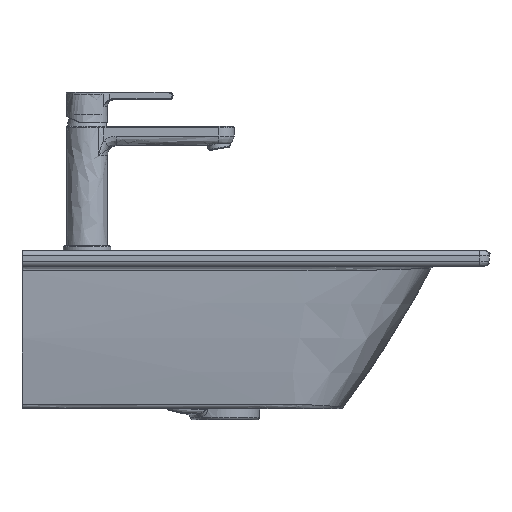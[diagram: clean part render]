
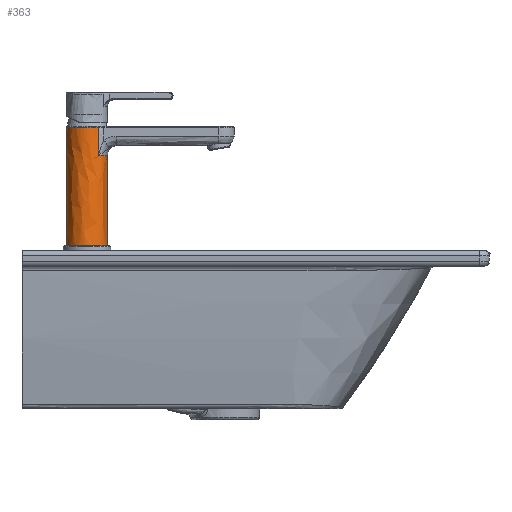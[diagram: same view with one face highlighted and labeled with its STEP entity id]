
A CAD part, front view. The second image highlights one B-rep face of the part: STEP entity #363.
In plain terms, the highlighted free-form (B-spline) face has degree [2, 1] with [5, 2] control points.
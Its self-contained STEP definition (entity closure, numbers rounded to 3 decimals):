
#363=ADVANCED_FACE('',(#709),#5202,.T.);
#709=FACE_OUTER_BOUND('',#1062,.T.);
#1062=EDGE_LOOP('',(#2497,#2498,#2499,#2500,#2501,#2502,#2503));
#2497=ORIENTED_EDGE('',*,*,#3426,.T.);
#2498=ORIENTED_EDGE('',*,*,#3406,.F.);
#2499=ORIENTED_EDGE('',*,*,#3433,.F.);
#2500=ORIENTED_EDGE('',*,*,#3456,.T.);
#2501=ORIENTED_EDGE('',*,*,#3483,.T.);
#2502=ORIENTED_EDGE('',*,*,#3479,.T.);
#2503=ORIENTED_EDGE('',*,*,#3408,.F.);
#3406=EDGE_CURVE('',#4807,#4808,#4282,.T.);
#3408=EDGE_CURVE('',#4809,#4810,#4284,.T.);
#3426=EDGE_CURVE('',#4809,#4808,#4294,.T.);
#3433=EDGE_CURVE('',#4830,#4807,#4300,.T.);
#3456=EDGE_CURVE('',#4830,#4792,#4321,.T.);
#3479=EDGE_CURVE('',#4835,#4810,#4339,.T.);
#3483=EDGE_CURVE('',#4792,#4835,#4343,.T.);
#4282=(
BOUNDED_CURVE()
B_SPLINE_CURVE(1,(#85971,#85972),.UNSPECIFIED.,.F.,.F.)
B_SPLINE_CURVE_WITH_KNOTS((2,2),(0.,95.),.UNSPECIFIED.)
CURVE()
GEOMETRIC_REPRESENTATION_ITEM()
RATIONAL_B_SPLINE_CURVE((1.,1.))
REPRESENTATION_ITEM('')
);
#4284=(
BOUNDED_CURVE()
B_SPLINE_CURVE(1,(#85978,#85979),.UNSPECIFIED.,.F.,.F.)
B_SPLINE_CURVE_WITH_KNOTS((2,2),(0.,124.),.UNSPECIFIED.)
CURVE()
GEOMETRIC_REPRESENTATION_ITEM()
RATIONAL_B_SPLINE_CURVE((1.,1.))
REPRESENTATION_ITEM('')
);
#4294=(
BOUNDED_CURVE()
B_SPLINE_CURVE(2,(#86109,#86110,#86111,#86112,#86113),.UNSPECIFIED.,.F.,
 .F.)
B_SPLINE_CURVE_WITH_KNOTS((3,2,3),(-67.544,-33.772,
0.),.UNSPECIFIED.)
CURVE()
GEOMETRIC_REPRESENTATION_ITEM()
RATIONAL_B_SPLINE_CURVE((1.,0.707,1.,0.707,1.))
REPRESENTATION_ITEM('')
);
#4300=(
BOUNDED_CURVE()
B_SPLINE_CURVE(2,(#86410,#86411,#86412),.UNSPECIFIED.,.F.,.F.)
B_SPLINE_CURVE_WITH_KNOTS((3,3),(-20.874,0.),.UNSPECIFIED.)
CURVE()
GEOMETRIC_REPRESENTATION_ITEM()
RATIONAL_B_SPLINE_CURVE((1.,0.884,1.))
REPRESENTATION_ITEM('')
);
#4321=(
BOUNDED_CURVE()
B_SPLINE_CURVE(1,(#86770,#86771),.UNSPECIFIED.,.F.,.F.)
B_SPLINE_CURVE_WITH_KNOTS((2,2),(0.,29.),.UNSPECIFIED.)
CURVE()
GEOMETRIC_REPRESENTATION_ITEM()
RATIONAL_B_SPLINE_CURVE((1.,1.))
REPRESENTATION_ITEM('')
);
#4339=(
BOUNDED_CURVE()
B_SPLINE_CURVE(2,(#86940,#86941,#86942),.UNSPECIFIED.,.F.,.F.)
B_SPLINE_CURVE_WITH_KNOTS((3,3),(0.,33.772),.UNSPECIFIED.)
CURVE()
GEOMETRIC_REPRESENTATION_ITEM()
RATIONAL_B_SPLINE_CURVE((1.,0.707,1.))
REPRESENTATION_ITEM('')
);
#4343=(
BOUNDED_CURVE()
B_SPLINE_CURVE(2,(#86952,#86953,#86954),.UNSPECIFIED.,.F.,.F.)
B_SPLINE_CURVE_WITH_KNOTS((3,3),(52.105,64.403),
 .UNSPECIFIED.)
CURVE()
GEOMETRIC_REPRESENTATION_ITEM()
RATIONAL_B_SPLINE_CURVE((1.,0.955,1.))
REPRESENTATION_ITEM('')
);
#4792=VERTEX_POINT('',#85403);
#4807=VERTEX_POINT('',#85418);
#4808=VERTEX_POINT('',#85419);
#4809=VERTEX_POINT('',#85420);
#4810=VERTEX_POINT('',#85421);
#4830=VERTEX_POINT('',#85441);
#4835=VERTEX_POINT('',#85446);
#5202=(
BOUNDED_SURFACE()
B_SPLINE_SURFACE(2,1,((#85159,#85160),(#85161,#85162),(#85163,#85164),(#85165,
#85166),(#85167,#85168)),.UNSPECIFIED.,.F.,.F.,.F.)
B_SPLINE_SURFACE_WITH_KNOTS((3,2,3),(2,2),(33.772,67.544,
101.316),(12.462,136.462),.UNSPECIFIED.)
GEOMETRIC_REPRESENTATION_ITEM()
RATIONAL_B_SPLINE_SURFACE(((1.,1.),(0.707,0.707),
(1.,1.),(0.707,0.707),(1.,1.)))
REPRESENTATION_ITEM('')
SURFACE()
);
#85159=CARTESIAN_POINT('',(21.5,-5.,0.));
#85160=CARTESIAN_POINT('',(21.5,-129.,0.));
#85161=CARTESIAN_POINT('',(21.5,-5.,21.5));
#85162=CARTESIAN_POINT('',(21.5,-129.,21.5));
#85163=CARTESIAN_POINT('',(0.,-5.,21.5));
#85164=CARTESIAN_POINT('',(0.,-129.,21.5));
#85165=CARTESIAN_POINT('',(-21.5,-5.,21.5));
#85166=CARTESIAN_POINT('',(-21.5,-129.,21.5));
#85167=CARTESIAN_POINT('',(-21.5,-5.,0.));
#85168=CARTESIAN_POINT('',(-21.5,-129.,0.));
#85403=CARTESIAN_POINT('',(12.138,-5.,17.746));
#85418=CARTESIAN_POINT('',(21.5,-34.,0.));
#85419=CARTESIAN_POINT('',(21.5,-129.,0.));
#85420=CARTESIAN_POINT('',(-21.5,-129.,0.));
#85421=CARTESIAN_POINT('',(-21.5,-5.,0.));
#85441=CARTESIAN_POINT('',(12.138,-34.,17.746));
#85446=CARTESIAN_POINT('',(0.,-5.,21.5));
#85971=CARTESIAN_POINT('',(21.5,-34.,0.));
#85972=CARTESIAN_POINT('',(21.5,-129.,0.));
#85978=CARTESIAN_POINT('',(-21.5,-129.,0.));
#85979=CARTESIAN_POINT('',(-21.5,-5.,0.));
#86109=CARTESIAN_POINT('',(-21.5,-129.,0.));
#86110=CARTESIAN_POINT('',(-21.5,-129.,21.5));
#86111=CARTESIAN_POINT('',(0.,-129.,21.5));
#86112=CARTESIAN_POINT('',(21.5,-129.,21.5));
#86113=CARTESIAN_POINT('',(21.5,-129.,0.));
#86410=CARTESIAN_POINT('',(12.138,-34.,17.746));
#86411=CARTESIAN_POINT('',(21.5,-34.,11.343));
#86412=CARTESIAN_POINT('',(21.5,-34.,0.));
#86770=CARTESIAN_POINT('',(12.138,-34.,17.746));
#86771=CARTESIAN_POINT('',(12.138,-5.,17.746));
#86940=CARTESIAN_POINT('',(0.,-5.,21.5));
#86941=CARTESIAN_POINT('',(-21.5,-5.,21.5));
#86942=CARTESIAN_POINT('',(-21.5,-5.,0.));
#86952=CARTESIAN_POINT('',(12.138,-5.,17.746));
#86953=CARTESIAN_POINT('',(6.649,-5.,21.5));
#86954=CARTESIAN_POINT('',(0.,-5.,21.5));
